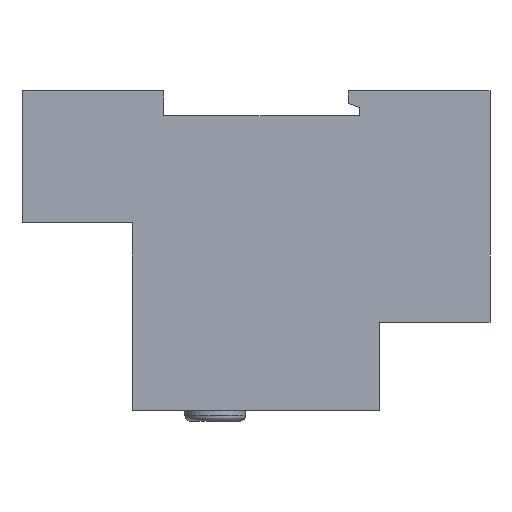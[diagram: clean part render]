
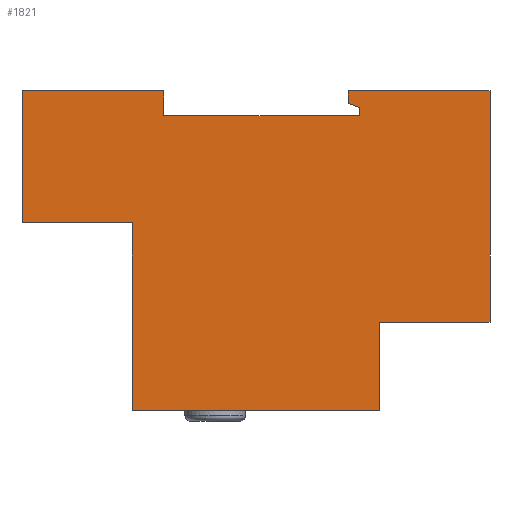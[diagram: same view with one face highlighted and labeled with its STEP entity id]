
A CAD part, left-side view. The second image highlights one B-rep face of the part: STEP entity #1821.
In plain terms, the highlighted planar face has unit normal (-1, 0, 0).
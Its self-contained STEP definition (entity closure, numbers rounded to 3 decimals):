
#61=FACE_OUTER_BOUND('',#159,.T.);
#159=EDGE_LOOP('',(#1137,#1138,#1139,#1140,#1141,#1142,#1143,#1144,#1145,
#1146,#1147,#1148,#1149,#1150));
#270=LINE('',#2537,#496);
#271=LINE('',#2539,#497);
#272=LINE('',#2541,#498);
#273=LINE('',#2543,#499);
#274=LINE('',#2545,#500);
#275=LINE('',#2547,#501);
#276=LINE('',#2549,#502);
#277=LINE('',#2551,#503);
#278=LINE('',#2553,#504);
#279=LINE('',#2555,#505);
#280=LINE('',#2557,#506);
#281=LINE('',#2559,#507);
#282=LINE('',#2561,#508);
#283=LINE('',#2562,#509);
#496=VECTOR('',#2067,2.3);
#497=VECTOR('',#2068,2.128);
#498=VECTOR('',#2069,1.472);
#499=VECTOR('',#2070,35.5);
#500=VECTOR('',#2071,4.5);
#501=VECTOR('',#2072,25.75);
#502=VECTOR('',#2073,24.);
#503=VECTOR('',#2074,20.);
#504=VECTOR('',#2075,34.);
#505=VECTOR('',#2076,45.);
#506=VECTOR('',#2077,16.);
#507=VECTOR('',#2078,20.);
#508=VECTOR('',#2079,42.);
#509=VECTOR('',#2080,25.75);
#722=VERTEX_POINT('',#2535);
#723=VERTEX_POINT('',#2536);
#724=VERTEX_POINT('',#2538);
#725=VERTEX_POINT('',#2540);
#726=VERTEX_POINT('',#2542);
#727=VERTEX_POINT('',#2544);
#728=VERTEX_POINT('',#2546);
#729=VERTEX_POINT('',#2548);
#730=VERTEX_POINT('',#2550);
#731=VERTEX_POINT('',#2552);
#732=VERTEX_POINT('',#2554);
#733=VERTEX_POINT('',#2556);
#734=VERTEX_POINT('',#2558);
#735=VERTEX_POINT('',#2560);
#888=EDGE_CURVE('',#722,#723,#270,.T.);
#889=EDGE_CURVE('',#723,#724,#271,.T.);
#890=EDGE_CURVE('',#724,#725,#272,.T.);
#891=EDGE_CURVE('',#725,#726,#273,.T.);
#892=EDGE_CURVE('',#727,#726,#274,.T.);
#893=EDGE_CURVE('',#728,#727,#275,.T.);
#894=EDGE_CURVE('',#729,#728,#276,.T.);
#895=EDGE_CURVE('',#730,#729,#277,.T.);
#896=EDGE_CURVE('',#731,#730,#278,.T.);
#897=EDGE_CURVE('',#732,#731,#279,.T.);
#898=EDGE_CURVE('',#733,#732,#280,.T.);
#899=EDGE_CURVE('',#734,#733,#281,.T.);
#900=EDGE_CURVE('',#735,#734,#282,.T.);
#901=EDGE_CURVE('',#722,#735,#283,.T.);
#1137=ORIENTED_EDGE('',*,*,#888,.T.);
#1138=ORIENTED_EDGE('',*,*,#889,.T.);
#1139=ORIENTED_EDGE('',*,*,#890,.T.);
#1140=ORIENTED_EDGE('',*,*,#891,.T.);
#1141=ORIENTED_EDGE('',*,*,#892,.F.);
#1142=ORIENTED_EDGE('',*,*,#893,.F.);
#1143=ORIENTED_EDGE('',*,*,#894,.F.);
#1144=ORIENTED_EDGE('',*,*,#895,.F.);
#1145=ORIENTED_EDGE('',*,*,#896,.F.);
#1146=ORIENTED_EDGE('',*,*,#897,.F.);
#1147=ORIENTED_EDGE('',*,*,#898,.F.);
#1148=ORIENTED_EDGE('',*,*,#899,.F.);
#1149=ORIENTED_EDGE('',*,*,#900,.F.);
#1150=ORIENTED_EDGE('',*,*,#901,.F.);
#1635=PLANE('',#1942);
#1821=ADVANCED_FACE('',(#61),#1635,.F.);
#1942=AXIS2_PLACEMENT_3D('',#2534,#2065,#2066);
#2065=DIRECTION('center_axis',(1.,0.,0.));
#2066=DIRECTION('ref_axis',(0.,-1.,0.));
#2067=DIRECTION('',(0.,0.,-1.));
#2068=DIRECTION('',(0.,-0.94,-0.342));
#2069=DIRECTION('',(0.,0.,-1.));
#2070=DIRECTION('',(0.,1.,0.));
#2071=DIRECTION('',(0.,0.,-1.));
#2072=DIRECTION('',(0.,-1.,0.));
#2073=DIRECTION('',(0.,0.,1.));
#2074=DIRECTION('',(0.,1.,0.));
#2075=DIRECTION('',(0.,0.,1.));
#2076=DIRECTION('',(0.,1.,0.));
#2077=DIRECTION('',(0.,0.,-1.));
#2078=DIRECTION('',(0.,1.,0.));
#2079=DIRECTION('',(0.,0.,-1.));
#2080=DIRECTION('',(0.,-1.,0.));
#2534=CARTESIAN_POINT('Origin',(-22.4,0.,0.));
#2535=CARTESIAN_POINT('',(-22.4,-59.25,0.));
#2536=CARTESIAN_POINT('',(-22.4,-59.25,-2.3));
#2537=CARTESIAN_POINT('',(-22.4,-59.25,0.));
#2538=CARTESIAN_POINT('',(-22.4,-61.25,-3.028));
#2539=CARTESIAN_POINT('',(-22.4,-59.25,-2.3));
#2540=CARTESIAN_POINT('',(-22.4,-61.25,-4.5));
#2541=CARTESIAN_POINT('',(-22.4,-61.25,-3.028));
#2542=CARTESIAN_POINT('',(-22.4,-25.75,-4.5));
#2543=CARTESIAN_POINT('',(-22.4,-61.25,-4.5));
#2544=CARTESIAN_POINT('',(-22.4,-25.75,0.));
#2545=CARTESIAN_POINT('',(-22.4,-25.75,0.));
#2546=CARTESIAN_POINT('',(-22.4,0.,0.));
#2547=CARTESIAN_POINT('',(-22.4,0.,0.));
#2548=CARTESIAN_POINT('',(-22.4,0.,-24.));
#2549=CARTESIAN_POINT('',(-22.4,0.,-24.));
#2550=CARTESIAN_POINT('',(-22.4,-20.,-24.));
#2551=CARTESIAN_POINT('',(-22.4,-20.,-24.));
#2552=CARTESIAN_POINT('',(-22.4,-20.,-58.));
#2553=CARTESIAN_POINT('',(-22.4,-20.,-58.));
#2554=CARTESIAN_POINT('',(-22.4,-65.,-58.));
#2555=CARTESIAN_POINT('',(-22.4,-65.,-58.));
#2556=CARTESIAN_POINT('',(-22.4,-65.,-42.));
#2557=CARTESIAN_POINT('',(-22.4,-65.,-42.));
#2558=CARTESIAN_POINT('',(-22.4,-85.,-42.));
#2559=CARTESIAN_POINT('',(-22.4,-85.,-42.));
#2560=CARTESIAN_POINT('',(-22.4,-85.,0.));
#2561=CARTESIAN_POINT('',(-22.4,-85.,0.));
#2562=CARTESIAN_POINT('',(-22.4,-59.25,0.));
